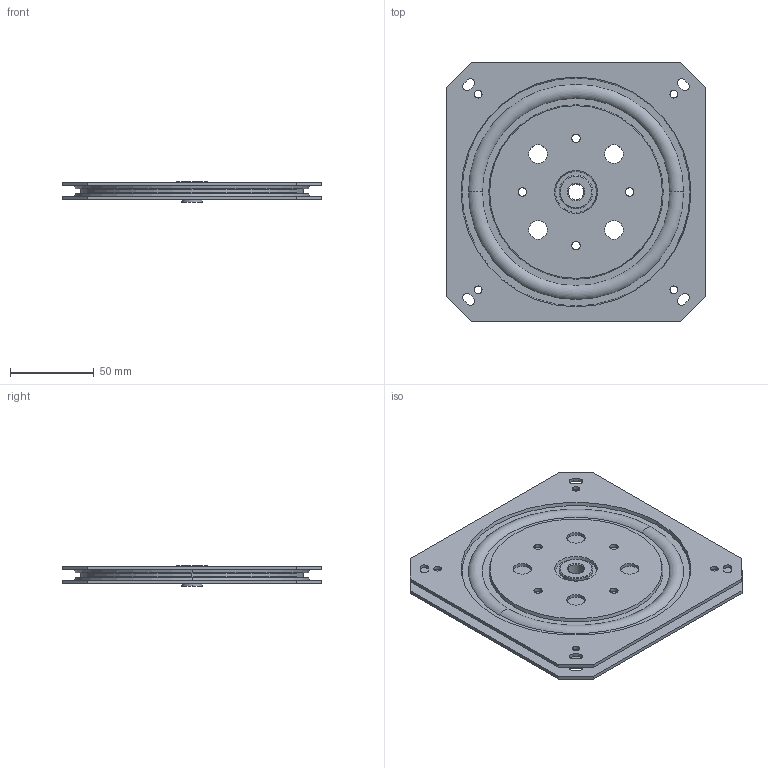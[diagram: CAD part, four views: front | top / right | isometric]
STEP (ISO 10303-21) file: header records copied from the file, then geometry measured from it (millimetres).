
FILE_DESCRIPTION(('STEP AP214'),'1');
FILE_NAME('cctmp_C59A1087-224E-49C2-BB19-4EBB9B33235D_2025_05_12_08_45_43_0749_28944..stp','2025-05-12T06:45:43',('Häfele SE & Co KG'),('CADClick - www.CADClick.com'),'Spatial InterOp 3D',' ','unknown authorization');
FILE_SCHEMA(('AUTOMOTIVE_DESIGN'));
Length unit declared in the file: millimetre
Products named in the file (7): 2025_05_12_08_45_43_0593; 2025_05_12_08_45_43_0749; 2025_05_12_08_45_43_0733; 2025_05_12_08_45_43_0718; 2025_05_12_08_45_43_0702; 2025_05_12_08_45_43_0687; 2025_05_12_08_45_43_0671
Assembly tree (6 placements, depth 2):
  2025_05_12_08_45_43_0593
    2025_05_12_08_45_43_0749
    2025_05_12_08_45_43_0733
    2025_05_12_08_45_43_0718
    2025_05_12_08_45_43_0702
    2025_05_12_08_45_43_0687
    2025_05_12_08_45_43_0671
Bounding box: 155 x 155 x 12 mm (x, y, z)
Volume: 109941.2 mm3; surface area: 117374.1 mm2
Topology: 22 solids, 22 shells, 273 faces, 711 edges, 438 vertices
Faces by surface type: cylinder 118, plane 83, sphere 32, cone 28, torus 8, revolution 4
Entity records: 10762 total; most frequent: DIRECTION 1547, CARTESIAN_POINT 1373, ORIENTED_EDGE 1294, EDGE_CURVE 647, AXIS2_PLACEMENT_3D 620, VERTEX_POINT 438, EDGE_LOOP 399, CIRCLE 344
